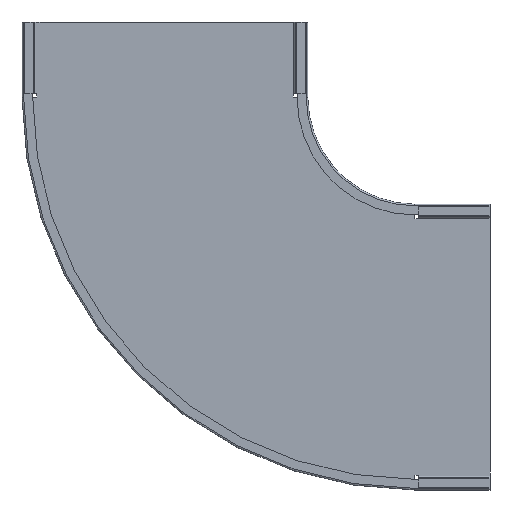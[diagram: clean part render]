
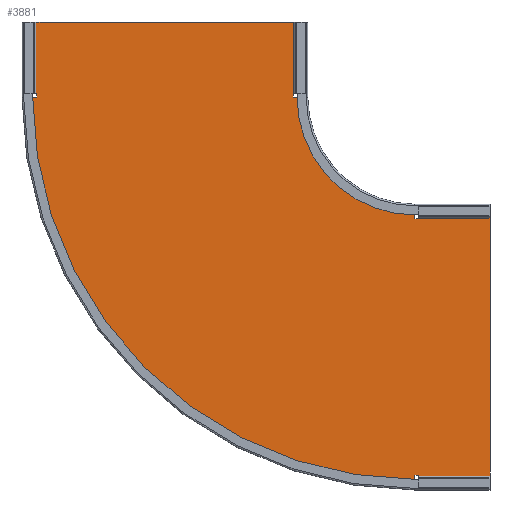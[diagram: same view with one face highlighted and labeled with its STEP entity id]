
A CAD part, front view. The second image highlights one B-rep face of the part: STEP entity #3881.
In plain terms, the highlighted planar face has unit normal (0, -1, 0).
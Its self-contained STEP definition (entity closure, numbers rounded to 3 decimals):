
#2025=DIRECTION('',(0.,0.,-1.));
#2026=VECTOR('',#2025,360.84);
#2027=CARTESIAN_POINT('',(455.,-1.5,-274.58));
#2028=LINE('',#2027,#2026);
#2117=DIRECTION('',(0.,0.,1.));
#2118=VECTOR('',#2117,0.92);
#2119=CARTESIAN_POINT('',(355.,-1.5,-635.42));
#2120=LINE('',#2119,#2118);
#2121=DIRECTION('',(-1.,0.,0.));
#2122=VECTOR('',#2121,5.);
#2123=CARTESIAN_POINT('',(355.,-1.5,-634.5));
#2124=LINE('',#2123,#2122);
#2129=DIRECTION('',(0.,0.,-1.));
#2130=VECTOR('',#2129,18.);
#2131=CARTESIAN_POINT('',(350.,-1.5,-634.5));
#2132=LINE('',#2131,#2130);
#2419=DIRECTION('',(0.,0.,-1.));
#2420=VECTOR('',#2419,18.);
#2421=CARTESIAN_POINT('',(350.,-1.5,-257.5));
#2422=LINE('',#2421,#2420);
#2423=DIRECTION('',(1.,0.,0.));
#2424=VECTOR('',#2423,5.);
#2425=CARTESIAN_POINT('',(350.,-1.5,-275.5));
#2426=LINE('',#2425,#2424);
#2435=DIRECTION('',(0.,0.,1.));
#2436=VECTOR('',#2435,0.92);
#2437=CARTESIAN_POINT('',(355.,-1.5,-275.5));
#2438=LINE('',#2437,#2436);
#2487=DIRECTION('',(-1.,0.,0.));
#2488=VECTOR('',#2487,100.);
#2489=CARTESIAN_POINT('',(455.,-1.5,-274.58));
#2490=LINE('',#2489,#2488);
#2491=CARTESIAN_POINT('',(350.,-1.5,-105.));
#2492=DIRECTION('',(0.,-1.,0.));
#2493=DIRECTION('',(-1.,0.,0.));
#2494=AXIS2_PLACEMENT_3D('',#2491,#2492,#2493);
#2496=DIRECTION('',(-1.,0.,0.));
#2497=VECTOR('',#2496,18.);
#2498=CARTESIAN_POINT('',(-179.5,-1.5,-105.));
#2499=LINE('',#2498,#2497);
#2500=DIRECTION('',(0.,0.,-1.));
#2501=VECTOR('',#2500,5.);
#2502=CARTESIAN_POINT('',(-179.5,-1.5,-100.));
#2503=LINE('',#2502,#2501);
#2504=DIRECTION('',(1.,0.,0.));
#2505=VECTOR('',#2504,0.92);
#2506=CARTESIAN_POINT('',(-180.42,-1.5,-100.));
#2507=LINE('',#2506,#2505);
#2508=DIRECTION('',(-1.,0.,0.));
#2509=VECTOR('',#2508,360.84);
#2510=CARTESIAN_POINT('',(180.42,-1.5,0.));
#2511=LINE('',#2510,#2509);
#2512=DIRECTION('',(1.,0.,0.));
#2513=VECTOR('',#2512,0.92);
#2514=CARTESIAN_POINT('',(179.5,-1.5,-100.));
#2515=LINE('',#2514,#2513);
#2516=DIRECTION('',(0.,0.,1.));
#2517=VECTOR('',#2516,5.);
#2518=CARTESIAN_POINT('',(179.5,-1.5,-105.));
#2519=LINE('',#2518,#2517);
#2520=DIRECTION('',(-1.,0.,0.));
#2521=VECTOR('',#2520,18.);
#2522=CARTESIAN_POINT('',(197.5,-1.5,-105.));
#2523=LINE('',#2522,#2521);
#2524=CARTESIAN_POINT('',(350.,-1.5,-105.));
#2525=DIRECTION('',(0.,1.,0.));
#2526=DIRECTION('',(0.,0.,-1.));
#2527=AXIS2_PLACEMENT_3D('',#2524,#2525,#2526);
#2529=DIRECTION('',(1.,0.,0.));
#2530=VECTOR('',#2529,100.);
#2531=CARTESIAN_POINT('',(355.,-1.5,-635.42));
#2532=LINE('',#2531,#2530);
#2537=DIRECTION('',(0.,0.,-1.));
#2538=VECTOR('',#2537,100.);
#2539=CARTESIAN_POINT('',(-180.42,-1.5,0.));
#2540=LINE('',#2539,#2538);
#2611=DIRECTION('',(0.,0.,1.));
#2612=VECTOR('',#2611,100.);
#2613=CARTESIAN_POINT('',(180.42,-1.5,-100.));
#2614=LINE('',#2613,#2612);
#2719=CARTESIAN_POINT('',(-179.5,-1.5,-100.));
#2720=CARTESIAN_POINT('',(-179.5,-1.5,-105.));
#2721=VERTEX_POINT('',#2719);
#2722=VERTEX_POINT('',#2720);
#2723=CARTESIAN_POINT('',(-180.42,-1.5,-100.));
#2724=VERTEX_POINT('',#2723);
#2725=CARTESIAN_POINT('',(-197.5,-1.5,-105.));
#2726=VERTEX_POINT('',#2725);
#2727=CARTESIAN_POINT('',(355.,-1.5,-634.5));
#2728=CARTESIAN_POINT('',(350.,-1.5,-634.5));
#2729=VERTEX_POINT('',#2727);
#2730=VERTEX_POINT('',#2728);
#2731=CARTESIAN_POINT('',(350.,-1.5,-652.5));
#2732=VERTEX_POINT('',#2731);
#2733=CARTESIAN_POINT('',(355.,-1.5,-635.42));
#2734=VERTEX_POINT('',#2733);
#2735=CARTESIAN_POINT('',(455.,-1.5,-274.58));
#2736=CARTESIAN_POINT('',(455.,-1.5,-635.42));
#2737=VERTEX_POINT('',#2735);
#2738=VERTEX_POINT('',#2736);
#2739=CARTESIAN_POINT('',(355.,-1.5,-275.5));
#2740=CARTESIAN_POINT('',(355.,-1.5,-274.58));
#2741=VERTEX_POINT('',#2739);
#2742=VERTEX_POINT('',#2740);
#2743=CARTESIAN_POINT('',(350.,-1.5,-257.5));
#2744=CARTESIAN_POINT('',(197.5,-1.5,-105.));
#2745=VERTEX_POINT('',#2743);
#2746=VERTEX_POINT('',#2744);
#2747=CARTESIAN_POINT('',(350.,-1.5,-275.5));
#2748=VERTEX_POINT('',#2747);
#2749=CARTESIAN_POINT('',(179.5,-1.5,-105.));
#2750=VERTEX_POINT('',#2749);
#2751=CARTESIAN_POINT('',(179.5,-1.5,-100.));
#2752=CARTESIAN_POINT('',(180.42,-1.5,-100.));
#2753=VERTEX_POINT('',#2751);
#2754=VERTEX_POINT('',#2752);
#2755=CARTESIAN_POINT('',(180.42,-1.5,0.));
#2756=CARTESIAN_POINT('',(-180.42,-1.5,0.));
#2757=VERTEX_POINT('',#2755);
#2758=VERTEX_POINT('',#2756);
#3851=CARTESIAN_POINT('',(350.,-1.5,-105.));
#3852=DIRECTION('',(0.,-1.,0.));
#3853=DIRECTION('',(0.,0.,-1.));
#3854=AXIS2_PLACEMENT_3D('',#3851,#3852,#3853);
#3855=PLANE('',#3854);
#3856=ORIENTED_EDGE('',*,*,#3845,.F.);
#3857=ORIENTED_EDGE('',*,*,#3081,.T.);
#3859=ORIENTED_EDGE('',*,*,#3858,.F.);
#3860=ORIENTED_EDGE('',*,*,#3220,.T.);
#3861=ORIENTED_EDGE('',*,*,#3233,.T.);
#3862=ORIENTED_EDGE('',*,*,#3247,.T.);
#3863=ORIENTED_EDGE('',*,*,#3261,.F.);
#3864=ORIENTED_EDGE('',*,*,#3275,.F.);
#3865=ORIENTED_EDGE('',*,*,#3289,.F.);
#3866=ORIENTED_EDGE('',*,*,#3302,.F.);
#3868=ORIENTED_EDGE('',*,*,#3867,.F.);
#3869=ORIENTED_EDGE('',*,*,#3449,.F.);
#3871=ORIENTED_EDGE('',*,*,#3870,.F.);
#3872=ORIENTED_EDGE('',*,*,#3675,.F.);
#3873=ORIENTED_EDGE('',*,*,#3689,.F.);
#3874=ORIENTED_EDGE('',*,*,#3703,.F.);
#3875=ORIENTED_EDGE('',*,*,#3717,.F.);
#3876=ORIENTED_EDGE('',*,*,#3731,.T.);
#3877=ORIENTED_EDGE('',*,*,#3745,.T.);
#3878=ORIENTED_EDGE('',*,*,#3759,.T.);
#3879=EDGE_LOOP('',(#3856,#3857,#3859,#3860,#3861,#3862,#3863,#3864,#3865,#3866,
#3868,#3869,#3871,#3872,#3873,#3874,#3875,#3876,#3877,#3878));
#3880=FACE_OUTER_BOUND('',#3879,.F.);
#3881=ADVANCED_FACE('',(#3880),#3855,.T.);
#2495=CIRCLE('',#2494,547.5);
#2528=CIRCLE('',#2527,152.5);
#3081=EDGE_CURVE('',#2737,#2738,#2028,.T.);
#3220=EDGE_CURVE('',#2734,#2729,#2120,.T.);
#3233=EDGE_CURVE('',#2729,#2730,#2124,.T.);
#3247=EDGE_CURVE('',#2730,#2732,#2132,.T.);
#3261=EDGE_CURVE('',#2726,#2732,#2495,.T.);
#3275=EDGE_CURVE('',#2722,#2726,#2499,.T.);
#3289=EDGE_CURVE('',#2721,#2722,#2503,.T.);
#3302=EDGE_CURVE('',#2724,#2721,#2507,.T.);
#3449=EDGE_CURVE('',#2757,#2758,#2511,.T.);
#3675=EDGE_CURVE('',#2753,#2754,#2515,.T.);
#3689=EDGE_CURVE('',#2750,#2753,#2519,.T.);
#3703=EDGE_CURVE('',#2746,#2750,#2523,.T.);
#3717=EDGE_CURVE('',#2745,#2746,#2528,.T.);
#3731=EDGE_CURVE('',#2745,#2748,#2422,.T.);
#3745=EDGE_CURVE('',#2748,#2741,#2426,.T.);
#3759=EDGE_CURVE('',#2741,#2742,#2438,.T.);
#3845=EDGE_CURVE('',#2737,#2742,#2490,.T.);
#3858=EDGE_CURVE('',#2734,#2738,#2532,.T.);
#3867=EDGE_CURVE('',#2758,#2724,#2540,.T.);
#3870=EDGE_CURVE('',#2754,#2757,#2614,.T.);
